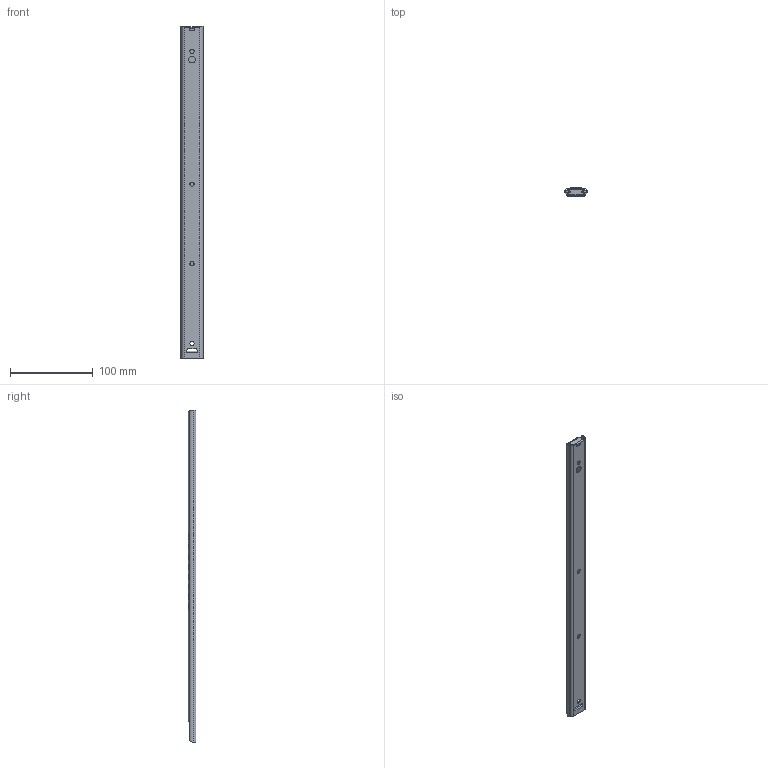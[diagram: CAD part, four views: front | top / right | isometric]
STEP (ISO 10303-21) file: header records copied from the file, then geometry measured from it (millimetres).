
FILE_DESCRIPTION(/* description */ (''),/* implementation_level */ '2;1');
FILE_NAME(/* name */ '109-044 in.stp',/* time_stamp */ '2015-06-16T11:22:00+02:00',/* author */ ('stagece'),/* organization */ (''),/* preprocessor_version */ 'ST-DEVELOPER v15.6',/* originating_system */ 'Autodesk Inventor 2015',/* authorisation */ '');
FILE_SCHEMA (('AUTOMOTIVE_DESIGN { 1 0 10303 214 3 1 1 }'));
Length unit declared in the file: millimetre
Products named in the file (10): E000031113; E000031114; E000031111; E000031115; E000031112; E000031110; E000031107; E000031114_MIR; E000031111_MIR; 109-044 in
Assembly tree (23 placements, depth 4):
  109-044 in
    E000031111
      E000031113
      E000031114  x12
    E000031115
    E000031107
      E000031110
        E000031112
    E000031111_MIR
      E000031114_MIR  x4
Bounding box: 27.03 x 9.5 x 400 mm (x, y, z)
Volume: 31656.2 mm3; surface area: 57045.8 mm2
Topology: 19 solids, 19 shells, 335 faces, 986 edges, 650 vertices
Faces by surface type: plane 178, cylinder 141, sphere 16
Full cylindrical faces by diameter (mm): 4.1 x16, 5 x9, 8 x2
Entity records: 11083 total; most frequent: CARTESIAN_POINT 1925, DIRECTION 1899, ORIENTED_EDGE 1826, EDGE_CURVE 913, AXIS2_PLACEMENT_3D 636, LINE 627, VECTOR 627, VERTEX_POINT 622
